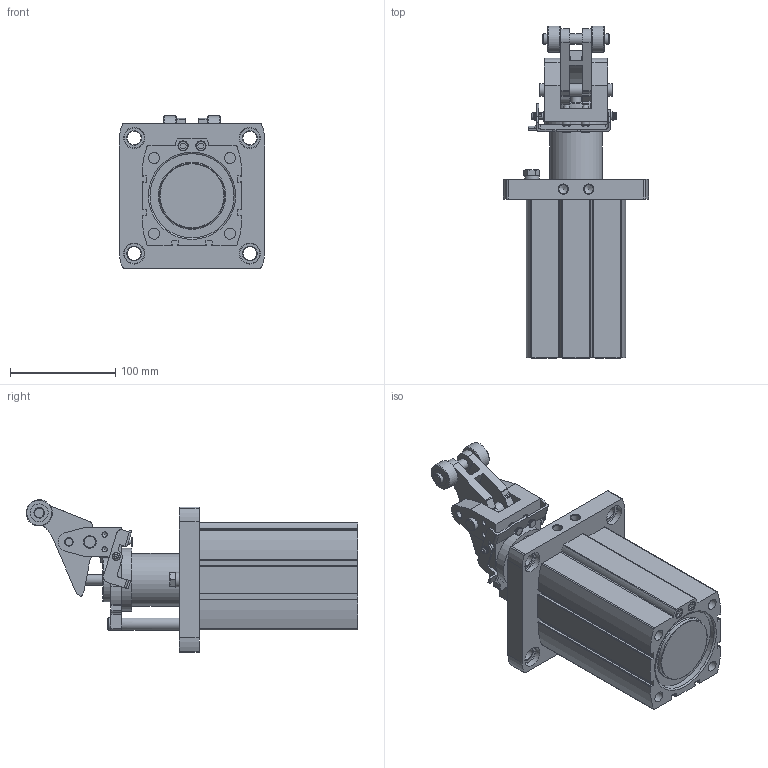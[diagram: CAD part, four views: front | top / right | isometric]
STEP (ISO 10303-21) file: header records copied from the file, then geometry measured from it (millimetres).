
FILE_DESCRIPTION(/* description */ ('STEP AP214'),/* implementation_level */ '2;1');
FILE_NAME(/* name */ '8089692_DFST-80-40-DL-Y4-A-S-G2',/* time_stamp */ '2024-08-15T23:22:53+02:00',/* author */ ('License CC BY-ND 4.0'),/* organization */ ('CADENAS'),/* preprocessor_version */ 'ST-DEVELOPER v19.3',/* originating_system */ 'PARTsolutions',/* authorisation */ ' ');
FILE_SCHEMA (('AUTOMOTIVE_DESIGN {1 0 10303 214 3 1 1}'));
Length unit declared in the file: millimetre
Products named in the file (8): 8089692 DFST-80-40-DL-Y4-A-S-G2---(40 Start high); 8089692 DFST-80---(mechanicalhighh); 8089692 DFST-80---(mechanicalhighc); 8089692 DFST-80---(mechanical highl); 8093806 DADP-TU-F3-80---(high); -DFST-CAP4_scr; 8089692 DFST-80---(mechanical high 2s); 8089692 DFST-80---(mechanical high 1s)
Assembly tree (8 placements, depth 2):
  8089692 DFST-80-40-DL-Y4-A-S-G2---(40 Start high)
    8089692 DFST-80---(mechanicalhighh)
    8089692 DFST-80---(mechanicalhighc)
    8089692 DFST-80---(mechanical highl)
    8093806 DADP-TU-F3-80---(high)
    -DFST-CAP4_scr  x2
    8089692 DFST-80---(mechanical high 2s)
    8089692 DFST-80---(mechanical high 1s)
Bounding box: 138 x 315.7 x 145.17 mm (x, y, z)
Volume: 1709547.2 mm3; surface area: 263891.3 mm2
Topology: 8 solids, 8 shells, 679 faces, 1629 edges, 1057 vertices
Faces by surface type: plane 343, cylinder 234, cone 65, torus 36, sphere 1
Full cylindrical faces by diameter (mm): 3.242 x2, 4 x4, 5 x6, 6 x4, 6.647 x4, 6.917 x2, 7 x1, 7.1 x1, 7.6 x2, 8 x9, 8.566 x4, 9.728 x2, 10 x10, 10.5 x4, 12 x14, 13 x8, 14 x1, 17 x2, 18 x4, 19 x4, 20 x8, 25 x2, 42 x1, 50 x2, 60 x1, 62 x1, 80 x3
Entity records: 18396 total; most frequent: DIRECTION 3269, CARTESIAN_POINT 3127, ORIENTED_EDGE 2722, EDGE_CURVE 1361, AXIS2_PLACEMENT_3D 1251, VERTEX_POINT 1011, FACE_BOUND 992, EDGE_LOOP 982
